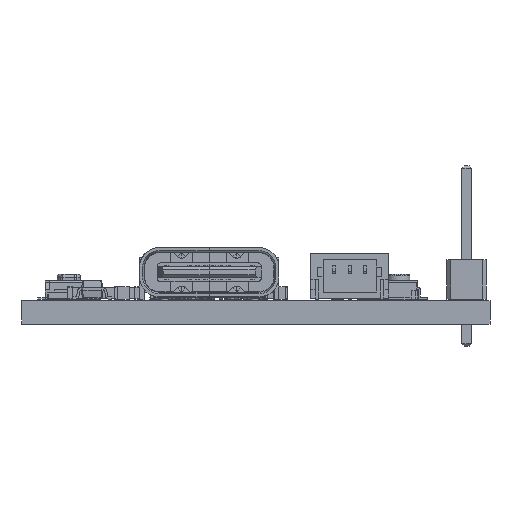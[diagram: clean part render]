
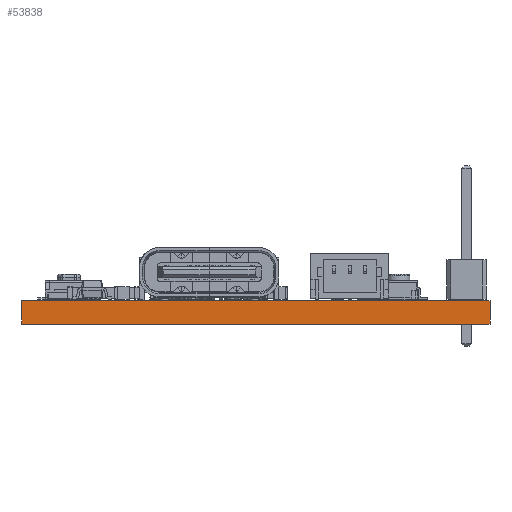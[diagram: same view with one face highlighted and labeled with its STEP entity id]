
A CAD part, front view. The second image highlights one B-rep face of the part: STEP entity #53838.
In plain terms, the highlighted planar face has unit normal (0, -1, 0).
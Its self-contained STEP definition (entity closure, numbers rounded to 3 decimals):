
#53222 = VERTEX_POINT('',#53223);
#53223 = CARTESIAN_POINT('',(15.,-18.,1.51));
#53229 = EDGE_CURVE('',#53230,#53222,#53232,.T.);
#53230 = VERTEX_POINT('',#53231);
#53231 = CARTESIAN_POINT('',(15.,-18.,0.));
#53232 = LINE('',#53233,#53234);
#53233 = CARTESIAN_POINT('',(15.,-18.,0.));
#53234 = VECTOR('',#53235,1.);
#53235 = DIRECTION('',(0.,0.,1.));
#53262 = VERTEX_POINT('',#53263);
#53263 = CARTESIAN_POINT('',(-15.,-18.,0.));
#53269 = EDGE_CURVE('',#53230,#53262,#53270,.T.);
#53270 = LINE('',#53271,#53272);
#53271 = CARTESIAN_POINT('',(15.,-18.,0.));
#53272 = VECTOR('',#53273,1.);
#53273 = DIRECTION('',(-1.,0.,0.));
#53549 = VERTEX_POINT('',#53550);
#53550 = CARTESIAN_POINT('',(-15.,-18.,1.51));
#53556 = EDGE_CURVE('',#53222,#53549,#53557,.T.);
#53557 = LINE('',#53558,#53559);
#53558 = CARTESIAN_POINT('',(15.,-18.,1.51));
#53559 = VECTOR('',#53560,1.);
#53560 = DIRECTION('',(-1.,0.,0.));
#53838 = ADVANCED_FACE('',(#53839),#53850,.T.);
#53839 = FACE_BOUND('',#53840,.T.);
#53840 = EDGE_LOOP('',(#53841,#53842,#53843,#53849));
#53841 = ORIENTED_EDGE('',*,*,#53229,.T.);
#53842 = ORIENTED_EDGE('',*,*,#53556,.T.);
#53843 = ORIENTED_EDGE('',*,*,#53844,.F.);
#53844 = EDGE_CURVE('',#53262,#53549,#53845,.T.);
#53845 = LINE('',#53846,#53847);
#53846 = CARTESIAN_POINT('',(-15.,-18.,0.));
#53847 = VECTOR('',#53848,1.);
#53848 = DIRECTION('',(0.,0.,1.));
#53849 = ORIENTED_EDGE('',*,*,#53269,.F.);
#53850 = PLANE('',#53851);
#53851 = AXIS2_PLACEMENT_3D('',#53852,#53853,#53854);
#53852 = CARTESIAN_POINT('',(15.,-18.,0.));
#53853 = DIRECTION('',(0.,-1.,0.));
#53854 = DIRECTION('',(-1.,0.,0.));
